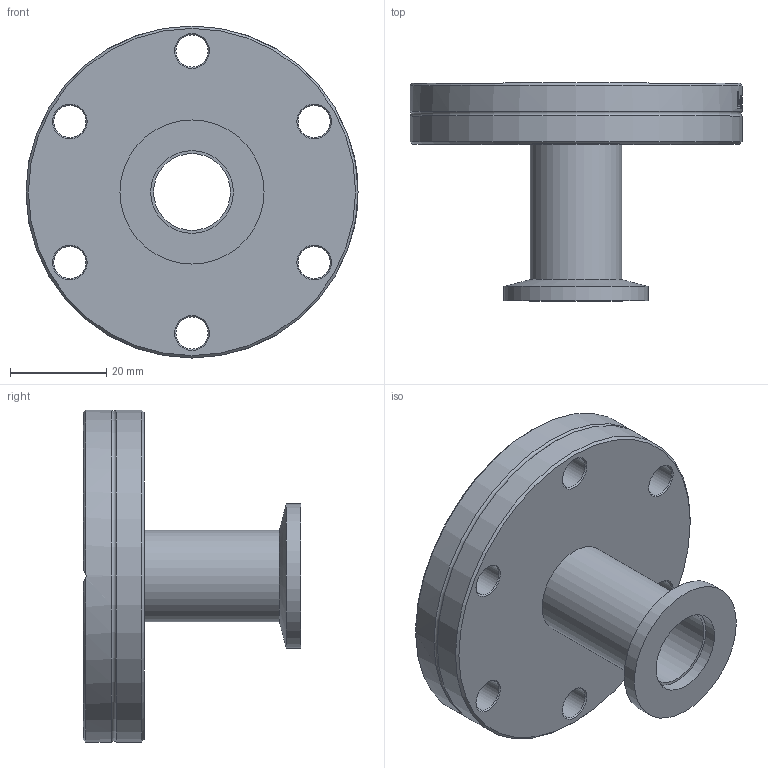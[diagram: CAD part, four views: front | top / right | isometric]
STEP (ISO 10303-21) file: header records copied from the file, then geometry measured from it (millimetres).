
FILE_DESCRIPTION(/* description */ (''),/* implementation_level */ '2;1');
FILE_NAME(/* name */ 'FL-40CF-16KF.stp',/* time_stamp */ '2018-05-04T13:22:59+01:00',/* author */ ('paul'),/* organization */ (''),/* preprocessor_version */ 'ST-DEVELOPER v17',/* originating_system */ 'Autodesk Inventor 2018',/* authorisation */ '');
FILE_SCHEMA (('AUTOMOTIVE_DESIGN { 1 0 10303 214 3 1 1 }'));
Length unit declared in the file: millimetre
Products named in the file (4): FL-40CF-16KF; FL-40CF; FL-16KF; tube
Assembly tree (3 placements, depth 2):
  FL-40CF-16KF
    FL-40CF
    FL-16KF
    tube
Bounding box: 69.1 x 45.3 x 69.1 mm (x, y, z)
Volume: 44580.3 mm3; surface area: 18066.1 mm2
Topology: 3 solids, 3 shells, 135 faces, 366 edges, 244 vertices
Faces by surface type: plane 50, bspline 41, cylinder 25, cone 18, torus 1
Full cylindrical faces by diameter (mm): 6.7 x6, 16 x1, 17.2 x1, 19.1 x3, 30 x1, 48.26 x1, 69.1 x2
Entity records: 5885 total; most frequent: CARTESIAN_POINT 2476, ORIENTED_EDGE 732, DIRECTION 607, EDGE_CURVE 366, VERTEX_POINT 244, AXIS2_PLACEMENT_3D 232, EDGE_LOOP 160, LINE 143
